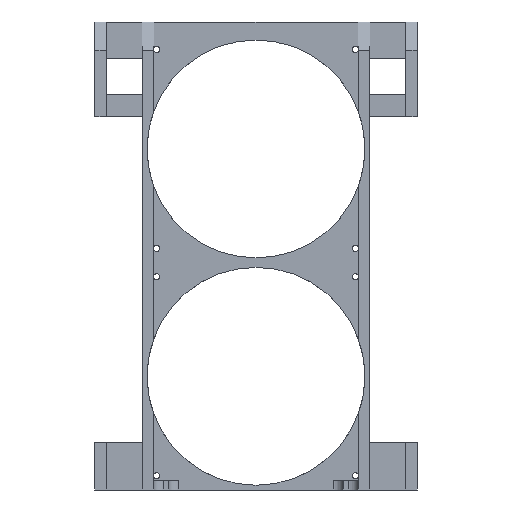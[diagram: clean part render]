
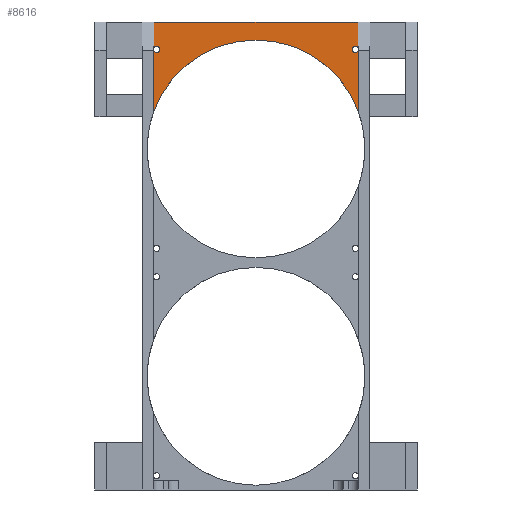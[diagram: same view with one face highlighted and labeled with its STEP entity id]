
A CAD part, front view. The second image highlights one B-rep face of the part: STEP entity #8616.
In plain terms, the highlighted planar face has unit normal (0, -1, 0).
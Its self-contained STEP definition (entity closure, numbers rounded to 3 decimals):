
#448 = CIRCLE ( 'NONE', #10968, 1.65 ) ;
#493 = CIRCLE ( 'NONE', #10950, 1.65 ) ;
#589 = CIRCLE ( 'NONE', #10928, 1.65 ) ;
#2567 = FACE_OUTER_BOUND ( 'NONE', #3668, .T. ) ;
#2880 = CIRCLE ( 'NONE', #10872, 57.5 ) ;
#3137 = LINE ( 'NONE', #5013, #3170 ) ;
#3139 = LINE ( 'NONE', #5008, #3205 ) ;
#3142 = CIRCLE ( 'NONE', #10944, 1.65 ) ;
#3157 = CIRCLE ( 'NONE', #10913, 1.65 ) ;
#3170 = VECTOR ( 'NONE', #5002, 1000. ) ;
#3190 = VECTOR ( 'NONE', #5099, 1000. ) ;
#3198 = VECTOR ( 'NONE', #5079, 1000. ) ;
#3205 = VECTOR ( 'NONE', #5041, 1000. ) ;
#3214 = LINE ( 'NONE', #5109, #3190 ) ;
#3231 = LINE ( 'NONE', #5084, #3198 ) ;
#3232 = CIRCLE ( 'NONE', #10961, 57.5 ) ;
#3239 = CIRCLE ( 'NONE', #10927, 1.65 ) ;
#3244 = LINE ( 'NONE', #5157, #3300 ) ;
#3300 = VECTOR ( 'NONE', #5177, 1000. ) ;
#3668 = EDGE_LOOP ( 'NONE', ( #9905, #9929, #9855, #9935, #9910, #9908, #9934, #9852, #9909, #9895, #9875, #9876, #9877 ) ) ;
#4237 = CARTESIAN_POINT ( 'NONE',  ( 0., -3., 427. ) ) ;
#4257 = DIRECTION ( 'NONE',  ( 0., -1., 0. ) ) ;
#4274 = DIRECTION ( 'NONE',  ( -1., 0., 0. ) ) ;
#4959 = DIRECTION ( 'NONE',  ( 0., -1., 0. ) ) ;
#4960 = DIRECTION ( 'NONE',  ( -1., 0., 0. ) ) ;
#4984 = CARTESIAN_POINT ( 'NONE',  ( -52.5, -3., 479.5 ) ) ;
#4986 = DIRECTION ( 'NONE',  ( -1., 0., 0. ) ) ;
#4988 = DIRECTION ( 'NONE',  ( 0., -1., 0. ) ) ;
#4992 = CARTESIAN_POINT ( 'NONE',  ( 52.5, -3., 479.5 ) ) ;
#5002 = DIRECTION ( 'NONE',  ( 0., 0., 1. ) ) ;
#5008 = CARTESIAN_POINT ( 'NONE',  ( 54., -3., 247. ) ) ;
#5013 = CARTESIAN_POINT ( 'NONE',  ( 54., -3., 247. ) ) ;
#5041 = DIRECTION ( 'NONE',  ( 0., 0., 1. ) ) ;
#5079 = DIRECTION ( 'NONE',  ( 0., 0., 1. ) ) ;
#5084 = CARTESIAN_POINT ( 'NONE',  ( -54., -3., 247. ) ) ;
#5096 = CARTESIAN_POINT ( 'NONE',  ( 0., -3., 427. ) ) ;
#5099 = DIRECTION ( 'NONE',  ( 1., 0., 0. ) ) ;
#5100 = DIRECTION ( 'NONE',  ( -1., 0., 0. ) ) ;
#5105 = DIRECTION ( 'NONE',  ( 0., -1., 0. ) ) ;
#5109 = CARTESIAN_POINT ( 'NONE',  ( -54., -3., 494. ) ) ;
#5150 = CARTESIAN_POINT ( 'NONE',  ( -52.5, -3., 479.5 ) ) ;
#5156 = DIRECTION ( 'NONE',  ( 0., -1., 0. ) ) ;
#5157 = CARTESIAN_POINT ( 'NONE',  ( -54., -3., 247. ) ) ;
#5161 = DIRECTION ( 'NONE',  ( -1., 0., 0. ) ) ;
#5177 = DIRECTION ( 'NONE',  ( 0., 0., 1. ) ) ;
#5431 = VERTEX_POINT ( 'NONE', #5926 ) ;
#5432 = VERTEX_POINT ( 'NONE', #5934 ) ;
#5435 = VERTEX_POINT ( 'NONE', #5914 ) ;
#5437 = VERTEX_POINT ( 'NONE', #5907 ) ;
#5438 = VERTEX_POINT ( 'NONE', #5931 ) ;
#5455 = VERTEX_POINT ( 'NONE', #5985 ) ;
#5526 = VERTEX_POINT ( 'NONE', #6015 ) ;
#5550 = VERTEX_POINT ( 'NONE', #6069 ) ;
#5573 = VERTEX_POINT ( 'NONE', #6010 ) ;
#5582 = VERTEX_POINT ( 'NONE', #6070 ) ;
#5584 = VERTEX_POINT ( 'NONE', #6089 ) ;
#5907 = CARTESIAN_POINT ( 'NONE',  ( -52.5, -3., 481.15 ) ) ;
#5914 = CARTESIAN_POINT ( 'NONE',  ( 52.5, -3., 477.85 ) ) ;
#5926 = CARTESIAN_POINT ( 'NONE',  ( -52.5, -3., 477.85 ) ) ;
#5931 = CARTESIAN_POINT ( 'NONE',  ( 52.5, -3., 481.15 ) ) ;
#5934 = CARTESIAN_POINT ( 'NONE',  ( 54., -3., 478.813 ) ) ;
#5985 = CARTESIAN_POINT ( 'NONE',  ( 54., -3., 480.187 ) ) ;
#6010 = CARTESIAN_POINT ( 'NONE',  ( -54., -3., 478.813 ) ) ;
#6015 = CARTESIAN_POINT ( 'NONE',  ( 54., -3., 494. ) ) ;
#6069 = CARTESIAN_POINT ( 'NONE',  ( -54., -3., 446.755 ) ) ;
#6070 = CARTESIAN_POINT ( 'NONE',  ( -54., -3., 480.187 ) ) ;
#6089 = CARTESIAN_POINT ( 'NONE',  ( -54., -3., 494. ) ) ;
#6101 = CARTESIAN_POINT ( 'NONE',  ( 54., -3., 446.755 ) ) ;
#6111 = CARTESIAN_POINT ( 'NONE',  ( 0., -3., 484.5 ) ) ;
#6221 = VERTEX_POINT ( 'NONE', #6101 ) ;
#6223 = VERTEX_POINT ( 'NONE', #6111 ) ;
#6668 = CARTESIAN_POINT ( 'NONE',  ( -54., -3., 247. ) ) ;
#6691 = DIRECTION ( 'NONE',  ( 0., 1., 0. ) ) ;
#6713 = PLANE ( 'NONE',  #16698 ) ;
#6714 = DIRECTION ( 'NONE',  ( -1., 0., 0. ) ) ;
#8616 = ADVANCED_FACE ( 'NONE', ( #2567 ), #6713, .F. ) ;
#9852 = ORIENTED_EDGE ( 'NONE', *, *, #12454, .F. ) ;
#9855 = ORIENTED_EDGE ( 'NONE', *, *, #12366, .F. ) ;
#9875 = ORIENTED_EDGE ( 'NONE', *, *, #12456, .F. ) ;
#9876 = ORIENTED_EDGE ( 'NONE', *, *, #12421, .F. ) ;
#9877 = ORIENTED_EDGE ( 'NONE', *, *, #12183, .F. ) ;
#9895 = ORIENTED_EDGE ( 'NONE', *, *, #12373, .F. ) ;
#9905 = ORIENTED_EDGE ( 'NONE', *, *, #12377, .T. ) ;
#9908 = ORIENTED_EDGE ( 'NONE', *, *, #12430, .F. ) ;
#9909 = ORIENTED_EDGE ( 'NONE', *, *, #16601, .F. ) ;
#9910 = ORIENTED_EDGE ( 'NONE', *, *, #12384, .T. ) ;
#9929 = ORIENTED_EDGE ( 'NONE', *, *, #16650, .F. ) ;
#9934 = ORIENTED_EDGE ( 'NONE', *, *, #12400, .F. ) ;
#9935 = ORIENTED_EDGE ( 'NONE', *, *, #16617, .F. ) ;
#10872 = AXIS2_PLACEMENT_3D ( 'NONE', #4237, #4257, #4274 ) ;
#10913 = AXIS2_PLACEMENT_3D ( 'NONE', #4992, #4988, #4986 ) ;
#10927 = AXIS2_PLACEMENT_3D ( 'NONE', #5150, #5156, #5161 ) ;
#10928 = AXIS2_PLACEMENT_3D ( 'NONE', #11321, #11388, #11374 ) ;
#10944 = AXIS2_PLACEMENT_3D ( 'NONE', #4984, #4959, #4960 ) ;
#10950 = AXIS2_PLACEMENT_3D ( 'NONE', #11208, #11215, #11216 ) ;
#10961 = AXIS2_PLACEMENT_3D ( 'NONE', #5096, #5105, #5100 ) ;
#10968 = AXIS2_PLACEMENT_3D ( 'NONE', #11250, #11277, #11252 ) ;
#11208 = CARTESIAN_POINT ( 'NONE',  ( -52.5, -3., 479.5 ) ) ;
#11215 = DIRECTION ( 'NONE',  ( 0., -1., 0. ) ) ;
#11216 = DIRECTION ( 'NONE',  ( -1., 0., 0. ) ) ;
#11250 = CARTESIAN_POINT ( 'NONE',  ( 52.5, -3., 479.5 ) ) ;
#11252 = DIRECTION ( 'NONE',  ( -1., 0., 0. ) ) ;
#11277 = DIRECTION ( 'NONE',  ( 0., -1., 0. ) ) ;
#11321 = CARTESIAN_POINT ( 'NONE',  ( 52.5, -3., 479.5 ) ) ;
#11374 = DIRECTION ( 'NONE',  ( -1., 0., 0. ) ) ;
#11388 = DIRECTION ( 'NONE',  ( 0., -1., 0. ) ) ;
#12183 = EDGE_CURVE ( 'NONE', #6221, #6223, #2880, .T. ) ;
#12366 = EDGE_CURVE ( 'NONE', #5438, #5435, #3157, .T. ) ;
#12373 = EDGE_CURVE ( 'NONE', #5573, #5431, #3142, .T. ) ;
#12377 = EDGE_CURVE ( 'NONE', #6221, #5432, #3137, .T. ) ;
#12384 = EDGE_CURVE ( 'NONE', #5455, #5526, #3139, .T. ) ;
#12400 = EDGE_CURVE ( 'NONE', #5582, #5584, #3231, .T. ) ;
#12421 = EDGE_CURVE ( 'NONE', #6223, #5550, #3232, .T. ) ;
#12430 = EDGE_CURVE ( 'NONE', #5584, #5526, #3214, .T. ) ;
#12454 = EDGE_CURVE ( 'NONE', #5437, #5582, #3239, .T. ) ;
#12456 = EDGE_CURVE ( 'NONE', #5550, #5573, #3244, .T. ) ;
#16601 = EDGE_CURVE ( 'NONE', #5431, #5437, #493, .T. ) ;
#16617 = EDGE_CURVE ( 'NONE', #5455, #5438, #448, .T. ) ;
#16650 = EDGE_CURVE ( 'NONE', #5435, #5432, #589, .T. ) ;
#16698 = AXIS2_PLACEMENT_3D ( 'NONE', #6668, #6691, #6714 ) ;
